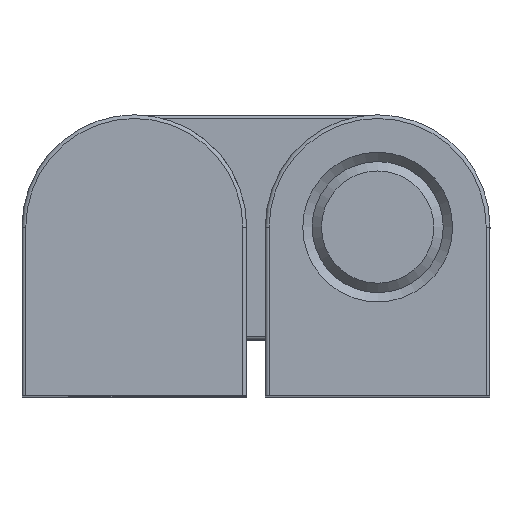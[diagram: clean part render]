
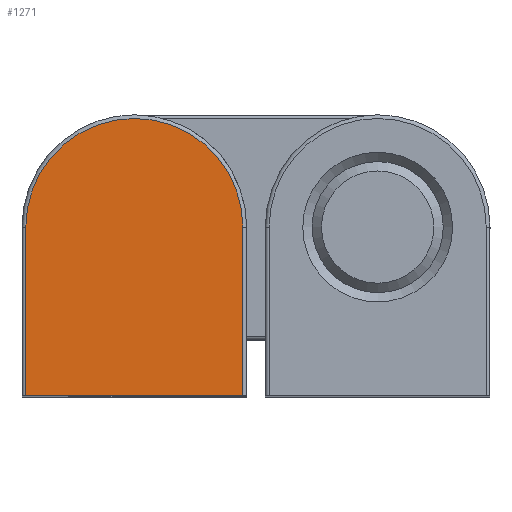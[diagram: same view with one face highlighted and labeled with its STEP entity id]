
A CAD part, top view. The second image highlights one B-rep face of the part: STEP entity #1271.
In plain terms, the highlighted planar face has unit normal (0, 0, 1).
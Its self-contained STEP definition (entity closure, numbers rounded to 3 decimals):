
#98=PLANE('',#1387);
#151=FACE_OUTER_BOUND('',#233,.T.);
#233=EDGE_LOOP('',(#1050,#1051,#1052,#1053));
#341=LINE('',#2053,#440);
#342=LINE('',#2061,#441);
#357=LINE('',#2102,#456);
#440=VECTOR('',#1630,9.);
#441=VECTOR('',#1641,9.);
#456=VECTOR('',#1692,11.6);
#515=CIRCLE('',#1367,5.8);
#616=VERTEX_POINT('',#2047);
#618=VERTEX_POINT('',#2051);
#619=VERTEX_POINT('',#2055);
#620=VERTEX_POINT('',#2059);
#760=EDGE_CURVE('',#618,#616,#341,.T.);
#762=EDGE_CURVE('',#619,#618,#515,.T.);
#764=EDGE_CURVE('',#620,#619,#342,.T.);
#783=EDGE_CURVE('',#620,#616,#357,.T.);
#1050=ORIENTED_EDGE('',*,*,#764,.F.);
#1051=ORIENTED_EDGE('',*,*,#783,.T.);
#1052=ORIENTED_EDGE('',*,*,#760,.F.);
#1053=ORIENTED_EDGE('',*,*,#762,.F.);
#1271=ADVANCED_FACE('',(#151),#98,.T.);
#1367=AXIS2_PLACEMENT_3D('',#2057,#1635,#1636);
#1387=AXIS2_PLACEMENT_3D('',#2101,#1690,#1691);
#1630=DIRECTION('',(0.,-1.,0.));
#1635=DIRECTION('center_axis',(0.,0.,-1.));
#1636=DIRECTION('ref_axis',(0.,1.,0.));
#1641=DIRECTION('',(0.,1.,0.));
#1690=DIRECTION('center_axis',(0.,0.,1.));
#1691=DIRECTION('ref_axis',(1.,0.,0.));
#1692=DIRECTION('',(1.,0.,0.));
#2047=CARTESIAN_POINT('',(5.8,0.,0.));
#2051=CARTESIAN_POINT('',(5.8,9.,0.));
#2053=CARTESIAN_POINT('',(5.8,9.,0.));
#2055=CARTESIAN_POINT('',(-5.8,9.,0.));
#2057=CARTESIAN_POINT('Origin',(0.,9.,0.));
#2059=CARTESIAN_POINT('',(-5.8,0.,0.));
#2061=CARTESIAN_POINT('',(-5.8,4.5,0.));
#2101=CARTESIAN_POINT('Origin',(0.,9.,0.));
#2102=CARTESIAN_POINT('',(-6.,0.,0.));
